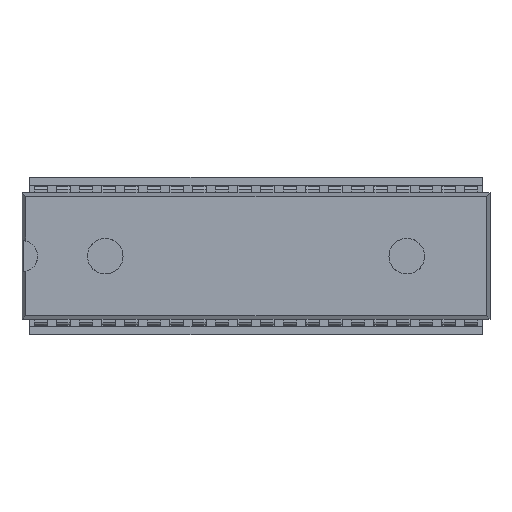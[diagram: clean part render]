
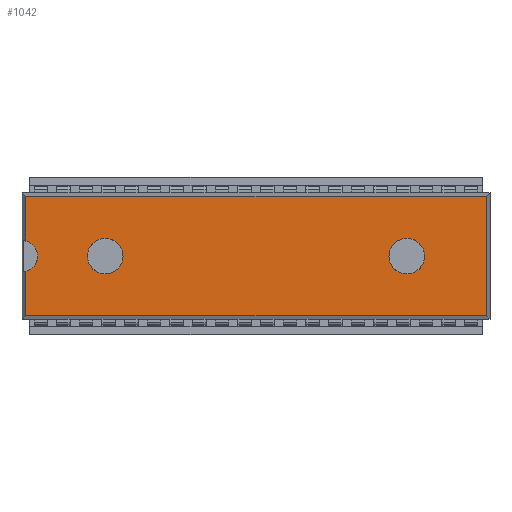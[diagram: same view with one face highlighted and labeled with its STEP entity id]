
A CAD part, top view. The second image highlights one B-rep face of the part: STEP entity #1042.
In plain terms, the highlighted planar face has unit normal (0, -0.009, 1).
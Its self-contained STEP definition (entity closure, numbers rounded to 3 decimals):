
#84=FACE_BOUND('',#4154,.T.);
#85=FACE_BOUND('',#4155,.T.);
#1042=ADVANCED_FACE('',(#2574,#84,#85),#25020,.T.);
#2574=FACE_OUTER_BOUND('',#4153,.T.);
#4153=EDGE_LOOP('',(#9747,#9748,#9749,#9750,#9751,#9752,#9753));
#4154=EDGE_LOOP('',(#9754,#9755));
#4155=EDGE_LOOP('',(#9756,#9757));
#9747=ORIENTED_EDGE('',*,*,#15698,.F.);
#9748=ORIENTED_EDGE('',*,*,#15369,.T.);
#9749=ORIENTED_EDGE('',*,*,#15743,.F.);
#9750=ORIENTED_EDGE('',*,*,#15699,.F.);
#9751=ORIENTED_EDGE('',*,*,#15700,.F.);
#9752=ORIENTED_EDGE('',*,*,#15701,.F.);
#9753=ORIENTED_EDGE('',*,*,#15702,.F.);
#9754=ORIENTED_EDGE('',*,*,#15361,.T.);
#9755=ORIENTED_EDGE('',*,*,#17167,.T.);
#9756=ORIENTED_EDGE('',*,*,#17165,.T.);
#9757=ORIENTED_EDGE('',*,*,#15365,.T.);
#15361=EDGE_CURVE('',#22834,#22833,#17271,.T.);
#15365=EDGE_CURVE('',#22838,#22837,#17273,.T.);
#15369=EDGE_CURVE('',#22842,#22841,#17275,.T.);
#15698=EDGE_CURVE('',#22842,#23091,#20017,.T.);
#15699=EDGE_CURVE('',#23093,#23092,#20018,.T.);
#15700=EDGE_CURVE('',#23094,#23093,#20019,.T.);
#15701=EDGE_CURVE('',#23095,#23094,#20020,.T.);
#15702=EDGE_CURVE('',#23091,#23095,#20021,.T.);
#15743=EDGE_CURVE('',#23092,#22841,#17279,.T.);
#17165=EDGE_CURVE('',#22837,#22838,#17441,.T.);
#17167=EDGE_CURVE('',#22833,#22834,#17443,.T.);
#17271=(
BOUNDED_CURVE()
B_SPLINE_CURVE(2,(#41659,#41660,#41661,#41662,#41663),.UNSPECIFIED.,.F.,
 .F.)
B_SPLINE_CURVE_WITH_KNOTS((3,2,3),(-6.283,-3.142,
0.),.UNSPECIFIED.)
CURVE()
GEOMETRIC_REPRESENTATION_ITEM()
RATIONAL_B_SPLINE_CURVE((1.,0.707,1.,0.707,1.))
REPRESENTATION_ITEM('')
);
#17273=(
BOUNDED_CURVE()
B_SPLINE_CURVE(2,(#41673,#41674,#41675,#41676,#41677),.UNSPECIFIED.,.F.,
 .F.)
B_SPLINE_CURVE_WITH_KNOTS((3,2,3),(-6.283,-3.142,
0.),.UNSPECIFIED.)
CURVE()
GEOMETRIC_REPRESENTATION_ITEM()
RATIONAL_B_SPLINE_CURVE((1.,0.707,1.,0.707,1.))
REPRESENTATION_ITEM('')
);
#17275=(
BOUNDED_CURVE()
B_SPLINE_CURVE(2,(#41685,#41686,#41687),.UNSPECIFIED.,.F.,.F.)
B_SPLINE_CURVE_WITH_KNOTS((3,3),(-2.309,0.),.UNSPECIFIED.)
CURVE()
GEOMETRIC_REPRESENTATION_ITEM()
RATIONAL_B_SPLINE_CURVE((1.,0.79,1.))
REPRESENTATION_ITEM('')
);
#17279=(
BOUNDED_CURVE()
B_SPLINE_CURVE(2,(#42439,#42440,#42441),.UNSPECIFIED.,.F.,.F.)
B_SPLINE_CURVE_WITH_KNOTS((3,3),(0.,2.309),.UNSPECIFIED.)
CURVE()
GEOMETRIC_REPRESENTATION_ITEM()
RATIONAL_B_SPLINE_CURVE((1.,0.79,1.))
REPRESENTATION_ITEM('')
);
#17441=(
BOUNDED_CURVE()
B_SPLINE_CURVE(2,(#45447,#45448,#45449,#45450,#45451),.UNSPECIFIED.,.F.,
 .F.)
B_SPLINE_CURVE_WITH_KNOTS((3,2,3),(-6.283,-3.142,
0.),.UNSPECIFIED.)
CURVE()
GEOMETRIC_REPRESENTATION_ITEM()
RATIONAL_B_SPLINE_CURVE((1.,0.707,1.,0.707,1.))
REPRESENTATION_ITEM('')
);
#17443=(
BOUNDED_CURVE()
B_SPLINE_CURVE(2,(#45457,#45458,#45459,#45460,#45461),.UNSPECIFIED.,.F.,
 .F.)
B_SPLINE_CURVE_WITH_KNOTS((3,2,3),(-6.283,-3.142,
0.),.UNSPECIFIED.)
CURVE()
GEOMETRIC_REPRESENTATION_ITEM()
RATIONAL_B_SPLINE_CURVE((1.,0.707,1.,0.707,1.))
REPRESENTATION_ITEM('')
);
#20017=B_SPLINE_CURVE_WITH_KNOTS('',1,(#42344,#42345),.UNSPECIFIED.,.F.,
 .F.,(2,2),(-4.98,0.),.UNSPECIFIED.);
#20018=B_SPLINE_CURVE_WITH_KNOTS('',1,(#42346,#42347),.UNSPECIFIED.,.F.,
 .F.,(2,2),(-4.98,0.),.UNSPECIFIED.);
#20019=B_SPLINE_CURVE_WITH_KNOTS('',1,(#42348,#42349),.UNSPECIFIED.,.F.,
 .F.,(2,2),(-51.579,0.),.UNSPECIFIED.);
#20020=B_SPLINE_CURVE_WITH_KNOTS('',1,(#42350,#42351),.UNSPECIFIED.,.F.,
 .F.,(2,2),(-13.349,0.),.UNSPECIFIED.);
#20021=B_SPLINE_CURVE_WITH_KNOTS('',1,(#42352,#42353),.UNSPECIFIED.,.F.,
 .F.,(2,2),(-51.579,0.),.UNSPECIFIED.);
#22833=VERTEX_POINT('',#40504);
#22834=VERTEX_POINT('',#40505);
#22837=VERTEX_POINT('',#40508);
#22838=VERTEX_POINT('',#40509);
#22841=VERTEX_POINT('',#40512);
#22842=VERTEX_POINT('',#40513);
#23091=VERTEX_POINT('',#40762);
#23092=VERTEX_POINT('',#40763);
#23093=VERTEX_POINT('',#40764);
#23094=VERTEX_POINT('',#40765);
#23095=VERTEX_POINT('',#40766);
#25020=PLANE('',#26378);
#26378=AXIS2_PLACEMENT_3D('',#38515,#27720,$);
#27720=DIRECTION('',(0.,-0.009,1.));
#38515=CARTESIAN_POINT('',(30.942,-8.042,9.061));
#40504=CARTESIAN_POINT('',(14.894,-0.032,9.13));
#40505=CARTESIAN_POINT('',(18.894,-0.032,9.13));
#40508=CARTESIAN_POINT('',(-18.906,-0.032,9.13));
#40509=CARTESIAN_POINT('',(-14.906,-0.032,9.13));
#40512=CARTESIAN_POINT('',(-24.481,-0.032,9.13));
#40513=CARTESIAN_POINT('',(-25.796,1.663,9.144));
#40762=CARTESIAN_POINT('',(-25.796,6.642,9.186));
#40763=CARTESIAN_POINT('',(-25.796,-1.727,9.115));
#40764=CARTESIAN_POINT('',(-25.796,-6.706,9.073));
#40765=CARTESIAN_POINT('',(25.783,-6.706,9.073));
#40766=CARTESIAN_POINT('',(25.783,6.642,9.186));
#41659=CARTESIAN_POINT('',(18.894,-0.032,9.13));
#41660=CARTESIAN_POINT('',(18.894,-2.032,9.112));
#41661=CARTESIAN_POINT('',(16.894,-2.032,9.112));
#41662=CARTESIAN_POINT('',(14.894,-2.032,9.112));
#41663=CARTESIAN_POINT('',(14.894,-0.032,9.13));
#41673=CARTESIAN_POINT('',(-14.906,-0.032,9.13));
#41674=CARTESIAN_POINT('',(-14.906,-2.032,9.112));
#41675=CARTESIAN_POINT('',(-16.906,-2.032,9.112));
#41676=CARTESIAN_POINT('',(-18.906,-2.032,9.112));
#41677=CARTESIAN_POINT('',(-18.906,-0.032,9.13));
#41685=CARTESIAN_POINT('',(-25.796,1.663,9.144));
#41686=CARTESIAN_POINT('',(-24.481,1.325,9.141));
#41687=CARTESIAN_POINT('',(-24.481,-0.032,9.13));
#42344=CARTESIAN_POINT('',(-25.796,1.663,9.144));
#42345=CARTESIAN_POINT('',(-25.796,6.642,9.186));
#42346=CARTESIAN_POINT('',(-25.796,-6.706,9.073));
#42347=CARTESIAN_POINT('',(-25.796,-1.727,9.115));
#42348=CARTESIAN_POINT('',(25.783,-6.706,9.073));
#42349=CARTESIAN_POINT('',(-25.796,-6.706,9.073));
#42350=CARTESIAN_POINT('',(25.783,6.642,9.186));
#42351=CARTESIAN_POINT('',(25.783,-6.706,9.073));
#42352=CARTESIAN_POINT('',(-25.796,6.642,9.186));
#42353=CARTESIAN_POINT('',(25.783,6.642,9.186));
#42439=CARTESIAN_POINT('',(-25.796,-1.727,9.115));
#42440=CARTESIAN_POINT('',(-24.481,-1.389,9.118));
#42441=CARTESIAN_POINT('',(-24.481,-0.032,9.13));
#45447=CARTESIAN_POINT('',(-18.906,-0.032,9.13));
#45448=CARTESIAN_POINT('',(-18.906,1.968,9.147));
#45449=CARTESIAN_POINT('',(-16.906,1.968,9.147));
#45450=CARTESIAN_POINT('',(-14.906,1.968,9.147));
#45451=CARTESIAN_POINT('',(-14.906,-0.032,9.13));
#45457=CARTESIAN_POINT('',(14.894,-0.032,9.13));
#45458=CARTESIAN_POINT('',(14.894,1.968,9.147));
#45459=CARTESIAN_POINT('',(16.894,1.968,9.147));
#45460=CARTESIAN_POINT('',(18.894,1.968,9.147));
#45461=CARTESIAN_POINT('',(18.894,-0.032,9.13));
